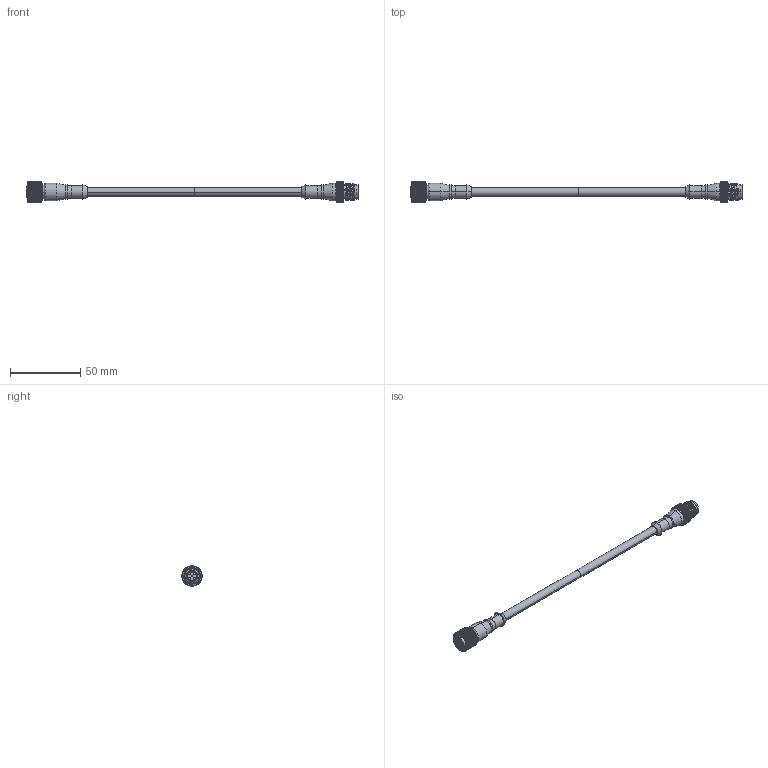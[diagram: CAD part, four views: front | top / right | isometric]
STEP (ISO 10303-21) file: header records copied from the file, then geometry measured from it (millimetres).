
FILE_DESCRIPTION((''),'2;1');
FILE_NAME('218959_ASM','2020-08-07T13:25:04',('PDMAdmin'),('BANNER ENGINEERING'),'CREO PARAMETRIC BY PTC INC, 2019292','CREO PARAMETRIC BY PTC INC, 2019292','');
FILE_SCHEMA(('CONFIG_CONTROL_DESIGN'));
Products named in the file (16): 133273; 122361; 133395; 133394; 133398_ASM; 153395_ASM; 09460; 134203; 134568; 145997_HSG; 306-00249; 145998_ASM; 134569; 153392_ASM; 194798_ASM; 218959_ASM
Assembly tree (23 placements, depth 5):
  218959_ASM
    194798_ASM
      153395_ASM
        133273
        122361
        133398_ASM
          133395
          133394  x4
      09460  x2
      153392_ASM
        134203
        134568
        145998_ASM
          145997_HSG
          306-00249  x5
        134569
Bounding box: 235.9 x 14.5 x 14.5 mm (x, y, z)
Volume: 10929.6 mm3; surface area: 12521 mm2
Topology: 18 solids, 18 shells, 6099 faces, 13284 edges, 7270 vertices
Faces by surface type: bspline 3866, cylinder 1422, plane 706, cone 52, torus 43, sphere 8, revolution 2
Entity records: 300699 total; most frequent: CARTESIAN_POINT 207521, ORIENTED_EDGE 25216, EDGE_CURVE 12608, B_SPLINE_CURVE_WITH_KNOTS 10043, DIRECTION 7575, VERTEX_POINT 6872, EDGE_LOOP 5884, FACE_OUTER_BOUND 5807
